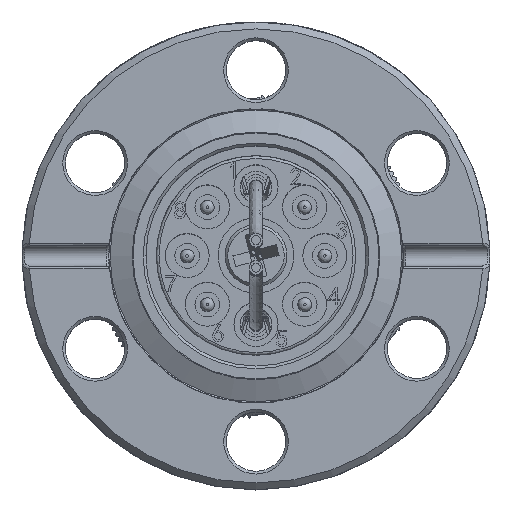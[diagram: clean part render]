
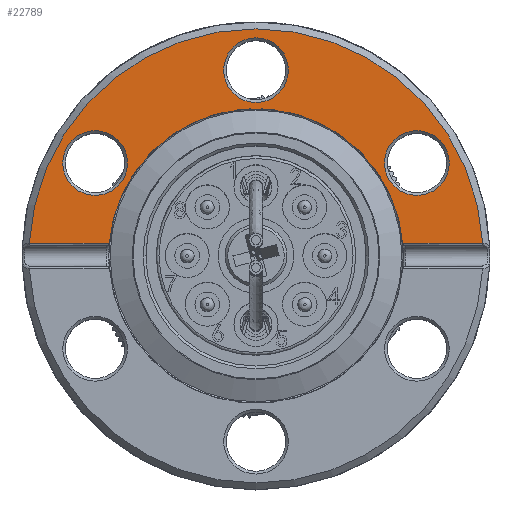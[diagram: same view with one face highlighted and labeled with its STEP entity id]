
A CAD part, top view. The second image highlights one B-rep face of the part: STEP entity #22789.
In plain terms, the highlighted planar face has unit normal (0, 0, 1).
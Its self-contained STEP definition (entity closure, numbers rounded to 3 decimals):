
#982 = EDGE_CURVE ( 'NONE', #2435, #5075, #23652, .T. ) ;
#1111 = FACE_BOUND ( 'NONE', #30882, .T. ) ;
#1141 = AXIS2_PLACEMENT_3D ( 'NONE', #8065, #46696, #24144 ) ;
#1349 = B_SPLINE_CURVE_WITH_KNOTS ( 'NONE', 3,
 ( #44689, #45815, #6052, #27776 ),
 .UNSPECIFIED., .F., .F.,
 ( 4, 4 ),
 ( 0., 0. ),
 .UNSPECIFIED. ) ;
#1590 = ORIENTED_EDGE ( 'NONE', *, *, #54645, .T. ) ;
#1786 = CIRCLE ( 'NONE', #38710, 0.2 ) ;
#2401 = CARTESIAN_POINT ( 'NONE',  ( -16.473, 0.929, 0. ) ) ;
#2435 = VERTEX_POINT ( 'NONE', #4914 ) ;
#3200 = ORIENTED_EDGE ( 'NONE', *, *, #982, .T. ) ;
#3613 = CARTESIAN_POINT ( 'NONE',  ( 16.473, 0.929, 0. ) ) ;
#3719 = DIRECTION ( 'NONE',  ( 1., 0., 0. ) ) ;
#3964 = EDGE_LOOP ( 'NONE', ( #21745 ) ) ;
#4097 = CARTESIAN_POINT ( 'NONE',  ( 16.473, 0.929, 0. ) ) ;
#4258 = AXIS2_PLACEMENT_3D ( 'NONE', #18878, #10129, #13537 ) ;
#4308 = DIRECTION ( 'NONE',  ( -1., 0., 0. ) ) ;
#4914 = CARTESIAN_POINT ( 'NONE',  ( 16.473, 0.948, 0. ) ) ;
#5075 = VERTEX_POINT ( 'NONE', #5256 ) ;
#5256 = CARTESIAN_POINT ( 'NONE',  ( -16.473, 0.948, 0. ) ) ;
#6052 = CARTESIAN_POINT ( 'NONE',  ( -16.473, 0.935, 0. ) ) ;
#6281 = EDGE_CURVE ( 'NONE', #53097, #53097, #42584, .T. ) ;
#8065 = CARTESIAN_POINT ( 'NONE',  ( 11.691, 6.75, 0. ) ) ;
#8943 = ORIENTED_EDGE ( 'NONE', *, *, #12978, .T. ) ;
#8957 = VERTEX_POINT ( 'NONE', #53984 ) ;
#9378 = DIRECTION ( 'NONE',  ( 0., 0., -1. ) ) ;
#10129 = DIRECTION ( 'NONE',  ( 0., 0., 1. ) ) ;
#10368 = EDGE_CURVE ( 'NONE', #11893, #48718, #32969, .T. ) ;
#10654 = ORIENTED_EDGE ( 'NONE', *, *, #11189, .T. ) ;
#10668 = EDGE_CURVE ( 'NONE', #31677, #8957, #41217, .T. ) ;
#10792 = VERTEX_POINT ( 'NONE', #49427 ) ;
#11189 = EDGE_CURVE ( 'NONE', #10792, #10792, #11450, .T. ) ;
#11450 = CIRCLE ( 'NONE', #18648, 2.35 ) ;
#11893 = VERTEX_POINT ( 'NONE', #2401 ) ;
#12978 = EDGE_CURVE ( 'NONE', #53716, #2435, #45255, .T. ) ;
#13537 = DIRECTION ( 'NONE',  ( 1., 0., 0. ) ) ;
#14465 = CARTESIAN_POINT ( 'NONE',  ( 14.041, 6.75, 0. ) ) ;
#14638 = AXIS2_PLACEMENT_3D ( 'NONE', #33556, #55248, #33827 ) ;
#15951 = VECTOR ( 'NONE', #24191, 1000. ) ;
#17886 = VERTEX_POINT ( 'NONE', #31808 ) ;
#18310 = FACE_BOUND ( 'NONE', #3964, .T. ) ;
#18648 = AXIS2_PLACEMENT_3D ( 'NONE', #23076, #27886, #53818 ) ;
#18878 = CARTESIAN_POINT ( 'NONE',  ( 0., 0., 0. ) ) ;
#19780 = DIRECTION ( 'NONE',  ( 1., 0., 0. ) ) ;
#20000 = CARTESIAN_POINT ( 'NONE',  ( -10.859, 0.95, 0. ) ) ;
#20814 = CARTESIAN_POINT ( 'NONE',  ( 16.473, 0.941, 0. ) ) ;
#21745 = ORIENTED_EDGE ( 'NONE', *, *, #6281, .T. ) ;
#22631 = CARTESIAN_POINT ( 'NONE',  ( 0., 0., 0. ) ) ;
#22789 = ADVANCED_FACE ( 'NONE', ( #18310, #31598, #1111, #48780 ), #52157, .T. ) ;
#23076 = CARTESIAN_POINT ( 'NONE',  ( -11.691, 6.75, 0. ) ) ;
#23652 = CIRCLE ( 'NONE', #14638, 16.5 ) ;
#24144 = DIRECTION ( 'NONE',  ( 1., 0., 0. ) ) ;
#24191 = DIRECTION ( 'NONE',  ( 1., 0., 0. ) ) ;
#24866 = ORIENTED_EDGE ( 'NONE', *, *, #10668, .T. ) ;
#25600 = CARTESIAN_POINT ( 'NONE',  ( 16.473, 0.935, 0. ) ) ;
#25884 = EDGE_CURVE ( 'NONE', #25966, #25966, #28951, .T. ) ;
#25966 = VERTEX_POINT ( 'NONE', #47688 ) ;
#27776 = CARTESIAN_POINT ( 'NONE',  ( -16.473, 0.929, 0. ) ) ;
#27886 = DIRECTION ( 'NONE',  ( 0., 0., -1. ) ) ;
#28511 = CARTESIAN_POINT ( 'NONE',  ( 10.659, 0.933, 0. ) ) ;
#28951 = CIRCLE ( 'NONE', #48742, 2.35 ) ;
#29840 = CARTESIAN_POINT ( 'NONE',  ( 16.473, 0.948, 0. ) ) ;
#30514 = CARTESIAN_POINT ( 'NONE',  ( 10.859, 0.95, 0. ) ) ;
#30882 = EDGE_LOOP ( 'NONE', ( #38738 ) ) ;
#31239 = ORIENTED_EDGE ( 'NONE', *, *, #55566, .T. ) ;
#31549 = ORIENTED_EDGE ( 'NONE', *, *, #10368, .T. ) ;
#31598 = FACE_BOUND ( 'NONE', #54308, .T. ) ;
#31677 = VERTEX_POINT ( 'NONE', #28511 ) ;
#31808 = CARTESIAN_POINT ( 'NONE',  ( -10.659, 0.933, 0. ) ) ;
#32969 = LINE ( 'NONE', #53808, #15951 ) ;
#33556 = CARTESIAN_POINT ( 'NONE',  ( 0., 0., 0. ) ) ;
#33827 = DIRECTION ( 'NONE',  ( 1., 0., 0. ) ) ;
#35768 = AXIS2_PLACEMENT_3D ( 'NONE', #30514, #47426, #38972 ) ;
#37277 = CARTESIAN_POINT ( 'NONE',  ( -10.66, 0.929, 0. ) ) ;
#37860 = DIRECTION ( 'NONE',  ( 0., 0., -1. ) ) ;
#38710 = AXIS2_PLACEMENT_3D ( 'NONE', #20000, #40612, #41169 ) ;
#38738 = ORIENTED_EDGE ( 'NONE', *, *, #25884, .T. ) ;
#38972 = DIRECTION ( 'NONE',  ( 1., 0., 0. ) ) ;
#40612 = DIRECTION ( 'NONE',  ( 0., 0., 1. ) ) ;
#41169 = DIRECTION ( 'NONE',  ( 1., 0., 0. ) ) ;
#41217 = CIRCLE ( 'NONE', #35768, 0.2 ) ;
#41689 = ORIENTED_EDGE ( 'NONE', *, *, #47621, .T. ) ;
#42070 = CARTESIAN_POINT ( 'NONE',  ( 0., 13.5, 0. ) ) ;
#42584 = CIRCLE ( 'NONE', #1141, 2.35 ) ;
#44689 = CARTESIAN_POINT ( 'NONE',  ( -16.473, 0.948, 0. ) ) ;
#44991 = VECTOR ( 'NONE', #19780, 1000. ) ;
#45255 = B_SPLINE_CURVE_WITH_KNOTS ( 'NONE', 3,
 ( #3613, #25600, #20814, #29840 ),
 .UNSPECIFIED., .F., .F.,
 ( 4, 4 ),
 ( 0., 0. ),
 .UNSPECIFIED. ) ;
#45592 = EDGE_CURVE ( 'NONE', #17886, #31677, #47557, .T. ) ;
#45796 = AXIS2_PLACEMENT_3D ( 'NONE', #22631, #9378, #4308 ) ;
#45815 = CARTESIAN_POINT ( 'NONE',  ( -16.473, 0.941, 0. ) ) ;
#46696 = DIRECTION ( 'NONE',  ( 0., 0., -1. ) ) ;
#47426 = DIRECTION ( 'NONE',  ( 0., 0., 1. ) ) ;
#47557 = CIRCLE ( 'NONE', #45796, 10.7 ) ;
#47621 = EDGE_CURVE ( 'NONE', #8957, #53716, #49959, .T. ) ;
#47688 = CARTESIAN_POINT ( 'NONE',  ( 2.35, 13.5, 0. ) ) ;
#48718 = VERTEX_POINT ( 'NONE', #37277 ) ;
#48742 = AXIS2_PLACEMENT_3D ( 'NONE', #42070, #37860, #3719 ) ;
#48780 = FACE_OUTER_BOUND ( 'NONE', #55696, .T. ) ;
#49427 = CARTESIAN_POINT ( 'NONE',  ( -9.341, 6.75, 0. ) ) ;
#49959 = LINE ( 'NONE', #53343, #44991 ) ;
#50530 = ORIENTED_EDGE ( 'NONE', *, *, #45592, .T. ) ;
#52157 = PLANE ( 'NONE',  #4258 ) ;
#53097 = VERTEX_POINT ( 'NONE', #14465 ) ;
#53343 = CARTESIAN_POINT ( 'NONE',  ( 0., 0.929, 0. ) ) ;
#53716 = VERTEX_POINT ( 'NONE', #4097 ) ;
#53808 = CARTESIAN_POINT ( 'NONE',  ( -10.674, 0.929, 0. ) ) ;
#53818 = DIRECTION ( 'NONE',  ( 1., 0., 0. ) ) ;
#53984 = CARTESIAN_POINT ( 'NONE',  ( 10.66, 0.929, 0. ) ) ;
#54308 = EDGE_LOOP ( 'NONE', ( #10654 ) ) ;
#54645 = EDGE_CURVE ( 'NONE', #48718, #17886, #1786, .T. ) ;
#55248 = DIRECTION ( 'NONE',  ( 0., 0., 1. ) ) ;
#55566 = EDGE_CURVE ( 'NONE', #5075, #11893, #1349, .T. ) ;
#55696 = EDGE_LOOP ( 'NONE', ( #41689, #8943, #3200, #31239, #31549, #1590, #50530, #24866 ) ) ;
